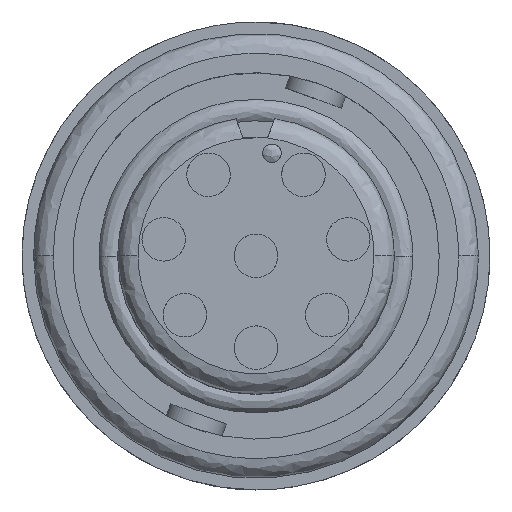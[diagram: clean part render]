
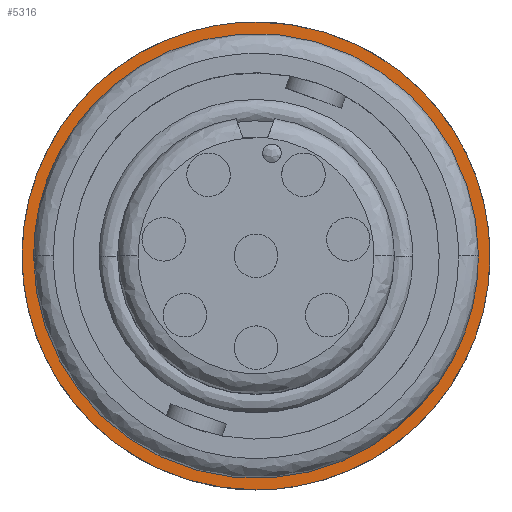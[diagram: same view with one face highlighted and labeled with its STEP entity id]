
A CAD part, top view. The second image highlights one B-rep face of the part: STEP entity #5316.
In plain terms, the highlighted planar face has unit normal (0, 0, 1).
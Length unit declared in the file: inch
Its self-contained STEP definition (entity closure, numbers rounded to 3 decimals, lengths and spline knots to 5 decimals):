
#318 =( BOUNDED_CURVE ( )  B_SPLINE_CURVE ( 3, ( #15033, #15172, #15010, #14985 ),
 .UNSPECIFIED., .F., .F. ) 
 B_SPLINE_CURVE_WITH_KNOTS ( ( 4, 4 ),
 ( 0., 1. ),
 .UNSPECIFIED. ) 
 CURVE ( )  GEOMETRIC_REPRESENTATION_ITEM ( )  RATIONAL_B_SPLINE_CURVE ( ( 1., 0.99, 0.99, 1. ) ) 
 REPRESENTATION_ITEM ( '' )  );
#954 = CARTESIAN_POINT ( 'NONE',  ( -0.355, -0.04647, -0.122 ) ) ;
#1147 = CARTESIAN_POINT ( 'NONE',  ( 0.31715, -0.11543, -0.122 ) ) ;
#1156 = CARTESIAN_POINT ( 'NONE',  ( 0.04647, 0.355, -0.122 ) ) ;
#1513 = VERTEX_POINT ( 'NONE', #10615 ) ;
#1529 = EDGE_LOOP ( 'NONE', ( #18922, #18639, #11744, #8046 ) ) ;
#1647 = CARTESIAN_POINT ( 'NONE',  ( -0.31715, 0.11543, -0.122 ) ) ;
#2431 = CARTESIAN_POINT ( 'NONE',  ( -0.34576, 0.09292, -0.122 ) ) ;
#2738 = AXIS2_PLACEMENT_3D ( 'NONE', #7461, #7378, #7360 ) ;
#2932 =( BOUNDED_CURVE ( )  B_SPLINE_CURVE ( 3, ( #4546, #14765, #13422, #4680 ),
 .UNSPECIFIED., .F., .F. ) 
 B_SPLINE_CURVE_WITH_KNOTS ( ( 4, 4 ),
 ( 0., 1. ),
 .UNSPECIFIED. ) 
 CURVE ( )  GEOMETRIC_REPRESENTATION_ITEM ( )  RATIONAL_B_SPLINE_CURVE ( ( 1., 0.99, 0.99, 1. ) ) 
 REPRESENTATION_ITEM ( '' )  );
#3357 = CARTESIAN_POINT ( 'NONE',  ( 0., -0.355, -0.122 ) ) ;
#3363 = CARTESIAN_POINT ( 'NONE',  ( 0.04647, -0.355, -0.122 ) ) ;
#3381 = CARTESIAN_POINT ( 'NONE',  ( 0.09292, -0.34576, -0.122 ) ) ;
#3409 = CARTESIAN_POINT ( 'NONE',  ( 0.17878, -0.31019, -0.122 ) ) ;
#3434 = CARTESIAN_POINT ( 'NONE',  ( 0.21816, -0.28388, -0.122 ) ) ;
#3439 = CARTESIAN_POINT ( 'NONE',  ( 0.28388, -0.21816, -0.122 ) ) ;
#3457 = CARTESIAN_POINT ( 'NONE',  ( 0.31019, -0.17878, -0.122 ) ) ;
#3481 = CARTESIAN_POINT ( 'NONE',  ( 0.34576, -0.09292, -0.122 ) ) ;
#3499 = CARTESIAN_POINT ( 'NONE',  ( 0.355, -0.04647, -0.122 ) ) ;
#3502 = CARTESIAN_POINT ( 'NONE',  ( 0.355, 0.04647, -0.122 ) ) ;
#3517 = CARTESIAN_POINT ( 'NONE',  ( 0.34576, 0.09292, -0.122 ) ) ;
#3542 = CARTESIAN_POINT ( 'NONE',  ( 0.31019, 0.17878, -0.122 ) ) ;
#3568 = CARTESIAN_POINT ( 'NONE',  ( 0.28388, 0.21816, -0.122 ) ) ;
#3571 = CARTESIAN_POINT ( 'NONE',  ( 0.21816, 0.28388, -0.122 ) ) ;
#3587 = CARTESIAN_POINT ( 'NONE',  ( 0.17878, 0.31019, -0.122 ) ) ;
#3609 = CARTESIAN_POINT ( 'NONE',  ( 0.09292, 0.34576, -0.122 ) ) ;
#3638 = CARTESIAN_POINT ( 'NONE',  ( 0., 0.355, -0.122 ) ) ;
#3863 = CARTESIAN_POINT ( 'NONE',  ( 0., -0.355, -0.122 ) ) ;
#3931 = CARTESIAN_POINT ( 'NONE',  ( -0.28388, 0.21816, -0.122 ) ) ;
#4391 = VERTEX_POINT ( 'NONE', #1647 ) ;
#4546 = CARTESIAN_POINT ( 'NONE',  ( -0.31715, 0.11543, -0.122 ) ) ;
#4625 = CARTESIAN_POINT ( 'NONE',  ( -0.3375, 0., -0.122 ) ) ;
#4680 = CARTESIAN_POINT ( 'NONE',  ( -0.3375, 0., -0.122 ) ) ;
#4854 = EDGE_CURVE ( 'NONE', #8201, #17559, #5449, .T. ) ;
#5316 = ADVANCED_FACE ( 'NONE', ( #6076, #9508 ), #7600, .F. ) ;
#5440 = CARTESIAN_POINT ( 'NONE',  ( -0.17878, 0.31019, -0.122 ) ) ;
#5449 =( BOUNDED_CURVE ( )  B_SPLINE_CURVE ( 3, ( #14314, #14355, #14447, #14267 ),
 .UNSPECIFIED., .F., .F. ) 
 B_SPLINE_CURVE_WITH_KNOTS ( ( 4, 4 ),
 ( 0., 1. ),
 .UNSPECIFIED. ) 
 CURVE ( )  GEOMETRIC_REPRESENTATION_ITEM ( )  RATIONAL_B_SPLINE_CURVE ( ( 1., 0.449, 0.449, 1. ) ) 
 REPRESENTATION_ITEM ( '' )  );
#5674 = EDGE_CURVE ( 'NONE', #1513, #13580, #17320, .T. ) ;
#6076 = FACE_OUTER_BOUND ( 'NONE', #8263, .T. ) ;
#6838 = CARTESIAN_POINT ( 'NONE',  ( -0.17878, -0.31019, -0.122 ) ) ;
#6906 = CARTESIAN_POINT ( 'NONE',  ( -0.04647, 0.355, -0.122 ) ) ;
#7360 = DIRECTION ( 'NONE',  ( 0., 1., 0. ) ) ;
#7378 = DIRECTION ( 'NONE',  ( 0., 0., -1. ) ) ;
#7461 = CARTESIAN_POINT ( 'NONE',  ( 0.11543, 0.31715, -0.122 ) ) ;
#7600 = PLANE ( 'NONE',  #2738 ) ;
#7636 = B_SPLINE_CURVE_WITH_KNOTS ( 'NONE', 3,
 ( #3863, #18317, #15583, #6838, #17003, #8319, #18427, #9780, #954, #11235, #2431, #12711, #3931, #14172, #5440, #15636, #6906, #17061 ),
 .UNSPECIFIED., .F., .F.,
 ( 4, 2, 2, 2, 2, 2, 2, 2, 4 ),
 ( 0., 0.125, 0.25, 0.375, 0.5, 0.625, 0.75, 0.875, 1. ),
 .UNSPECIFIED. ) ;
#7938 = ORIENTED_EDGE ( 'NONE', *, *, #5674, .F. ) ;
#8046 = ORIENTED_EDGE ( 'NONE', *, *, #11248, .F. ) ;
#8201 = VERTEX_POINT ( 'NONE', #4625 ) ;
#8263 = EDGE_LOOP ( 'NONE', ( #15531, #7938 ) ) ;
#8319 = CARTESIAN_POINT ( 'NONE',  ( -0.28388, -0.21816, -0.122 ) ) ;
#8603 = CARTESIAN_POINT ( 'NONE',  ( -0.31715, 0.11543, -0.122 ) ) ;
#8609 =( BOUNDED_CURVE ( )  B_SPLINE_CURVE ( 3, ( #8643, #8666, #8621, #8603 ),
 .UNSPECIFIED., .F., .F. ) 
 B_SPLINE_CURVE_WITH_KNOTS ( ( 4, 4 ),
 ( 0., 1. ),
 .UNSPECIFIED. ) 
 CURVE ( )  GEOMETRIC_REPRESENTATION_ITEM ( )  RATIONAL_B_SPLINE_CURVE ( ( 1., 0.449, 0.449, 1. ) ) 
 REPRESENTATION_ITEM ( '' )  );
#8621 = CARTESIAN_POINT ( 'NONE',  ( -0.1484, 0.57907, -0.122 ) ) ;
#8643 = CARTESIAN_POINT ( 'NONE',  ( 0.3375, 0., -0.122 ) ) ;
#8666 = CARTESIAN_POINT ( 'NONE',  ( 0.3375, 0.49339, -0.122 ) ) ;
#9508 = FACE_BOUND ( 'NONE', #1529, .T. ) ;
#9780 = CARTESIAN_POINT ( 'NONE',  ( -0.34576, -0.09292, -0.122 ) ) ;
#10492 = EDGE_CURVE ( 'NONE', #11438, #4391, #8609, .T. ) ;
#10615 = CARTESIAN_POINT ( 'NONE',  ( 0., 0.355, -0.122 ) ) ;
#11235 = CARTESIAN_POINT ( 'NONE',  ( -0.355, 0.04647, -0.122 ) ) ;
#11248 = EDGE_CURVE ( 'NONE', #17559, #11438, #318, .T. ) ;
#11438 = VERTEX_POINT ( 'NONE', #14203 ) ;
#11744 = ORIENTED_EDGE ( 'NONE', *, *, #10492, .F. ) ;
#12711 = CARTESIAN_POINT ( 'NONE',  ( -0.31019, 0.17878, -0.122 ) ) ;
#13422 = CARTESIAN_POINT ( 'NONE',  ( -0.3375, 0.03947, -0.122 ) ) ;
#13580 = VERTEX_POINT ( 'NONE', #13612 ) ;
#13612 = CARTESIAN_POINT ( 'NONE',  ( 0., -0.355, -0.122 ) ) ;
#14172 = CARTESIAN_POINT ( 'NONE',  ( -0.21816, 0.28388, -0.122 ) ) ;
#14203 = CARTESIAN_POINT ( 'NONE',  ( 0.3375, 0., -0.122 ) ) ;
#14267 = CARTESIAN_POINT ( 'NONE',  ( 0.31715, -0.11543, -0.122 ) ) ;
#14314 = CARTESIAN_POINT ( 'NONE',  ( -0.3375, 0., -0.122 ) ) ;
#14355 = CARTESIAN_POINT ( 'NONE',  ( -0.3375, -0.49339, -0.122 ) ) ;
#14447 = CARTESIAN_POINT ( 'NONE',  ( 0.1484, -0.57907, -0.122 ) ) ;
#14765 = CARTESIAN_POINT ( 'NONE',  ( -0.33065, 0.07834, -0.122 ) ) ;
#14985 = CARTESIAN_POINT ( 'NONE',  ( 0.3375, 0., -0.122 ) ) ;
#15002 = EDGE_CURVE ( 'NONE', #13580, #1513, #7636, .T. ) ;
#15010 = CARTESIAN_POINT ( 'NONE',  ( 0.3375, -0.03947, -0.122 ) ) ;
#15033 = CARTESIAN_POINT ( 'NONE',  ( 0.31715, -0.11543, -0.122 ) ) ;
#15172 = CARTESIAN_POINT ( 'NONE',  ( 0.33065, -0.07834, -0.122 ) ) ;
#15531 = ORIENTED_EDGE ( 'NONE', *, *, #15002, .F. ) ;
#15583 = CARTESIAN_POINT ( 'NONE',  ( -0.09292, -0.34576, -0.122 ) ) ;
#15618 = EDGE_CURVE ( 'NONE', #4391, #8201, #2932, .T. ) ;
#15636 = CARTESIAN_POINT ( 'NONE',  ( -0.09292, 0.34576, -0.122 ) ) ;
#17003 = CARTESIAN_POINT ( 'NONE',  ( -0.21816, -0.28388, -0.122 ) ) ;
#17061 = CARTESIAN_POINT ( 'NONE',  ( 0., 0.355, -0.122 ) ) ;
#17320 = B_SPLINE_CURVE_WITH_KNOTS ( 'NONE', 3,
 ( #3638, #1156, #3609, #3587, #3571, #3568, #3542, #3517, #3502, #3499, #3481, #3457, #3439, #3434, #3409, #3381, #3363, #3357 ),
 .UNSPECIFIED., .F., .F.,
 ( 4, 2, 2, 2, 2, 2, 2, 2, 4 ),
 ( 0., 0.125, 0.25, 0.375, 0.5, 0.625, 0.75, 0.875, 1. ),
 .UNSPECIFIED. ) ;
#17559 = VERTEX_POINT ( 'NONE', #1147 ) ;
#18317 = CARTESIAN_POINT ( 'NONE',  ( -0.04647, -0.355, -0.122 ) ) ;
#18427 = CARTESIAN_POINT ( 'NONE',  ( -0.31019, -0.17878, -0.122 ) ) ;
#18639 = ORIENTED_EDGE ( 'NONE', *, *, #15618, .F. ) ;
#18922 = ORIENTED_EDGE ( 'NONE', *, *, #4854, .F. ) ;
